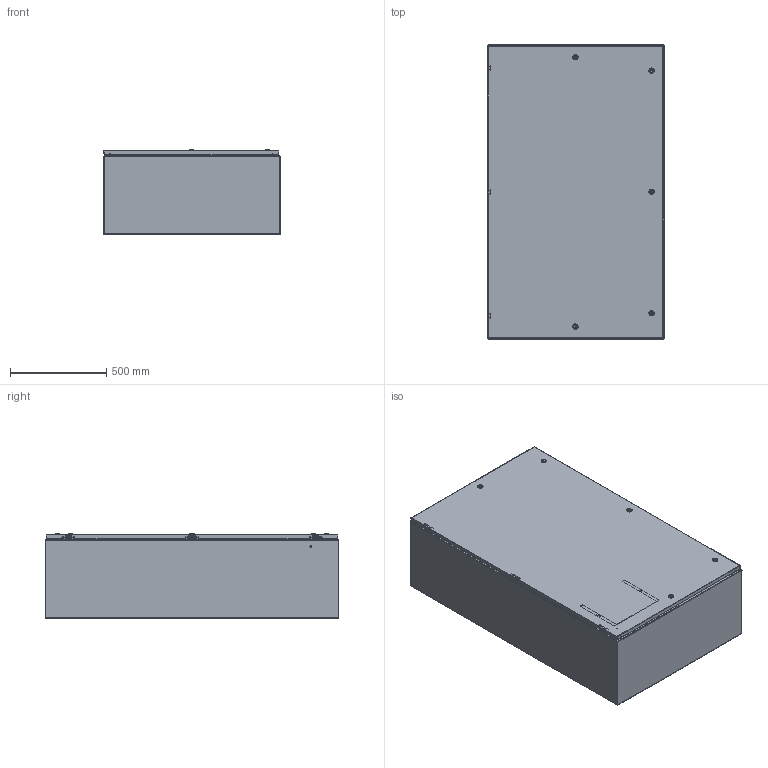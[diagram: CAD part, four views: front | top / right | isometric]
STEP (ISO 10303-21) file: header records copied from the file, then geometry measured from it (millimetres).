
FILE_DESCRIPTION (( 'STEP AP214' ), '1' );
FILE_NAME ('SCE-60EL3616LP_REV2.STEP', '2023-08-23T18:26:48', ( '' ), ( '' ), 'SwSTEP 2.0', 'SolidWorks 2021', '' );
FILE_SCHEMA (( 'AUTOMOTIVE_DESIGN' ));
Length unit declared in the file: inch
Products named in the file (1): SCE-60EL3616LP_REV2
Bounding box: 914.4 x 1524 x 438.26 mm (x, y, z)
Volume: 13532022.5 mm3; surface area: 13028414.3 mm2
Topology: 40 solids, 43 shells, 2236 faces, 5682 edges, 3588 vertices
Faces by surface type: plane 1135, cylinder 741, bspline 134, torus 117, cone 84, sphere 25
Full cylindrical faces by diameter (mm): 1.016 x3, 3.978 x3, 4.318 x9, 4.369 x6, 4.775 x4, 4.978 x12, 5.207 x6, 5.232 x6, 5.537 x3, 6.096 x6, 6.198 x6, 6.35 x6, 8.738 x3, 9.525 x6, 11.112 x4
Entity records: 82436 total; most frequent: CARTESIAN_POINT 29016, ORIENTED_EDGE 10930, DIRECTION 10792, EDGE_CURVE 5465, AXIS2_PLACEMENT_3D 3826, VERTEX_POINT 3540, LINE 3140, VECTOR 3140
